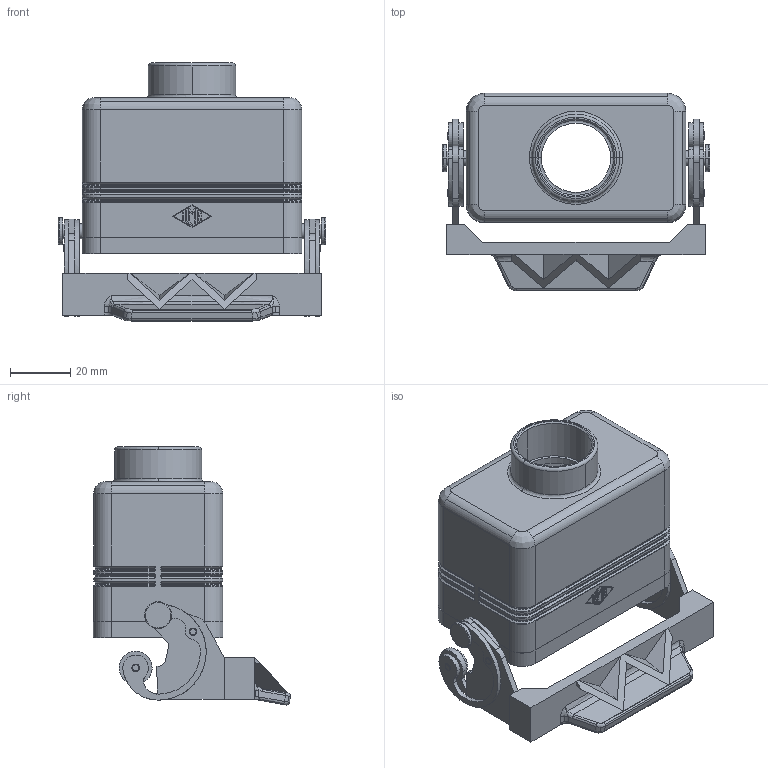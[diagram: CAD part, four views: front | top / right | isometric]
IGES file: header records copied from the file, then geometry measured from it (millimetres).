
Global section: file name: No Iges File Name specified; native system: AutoDesk Inventor R6.1; preprocessor: AutoDesk Inventor Iges Exporter R6.1; author: No Author specified; organization: No Organization specified; date: 20061221.113635; units: millimetre
Bounding box: 89 x 65.64 x 85.87 mm (x, y, z)
Volume: 70273.2 mm3; surface area: 39000.4 mm2
Topology: 1 solids, 3 shells, 757 faces, 1898 edges, 1162 vertices
Faces by surface type: bspline 257, cylinder 172, plane 155, revolution 123, torus 38, cone 12
